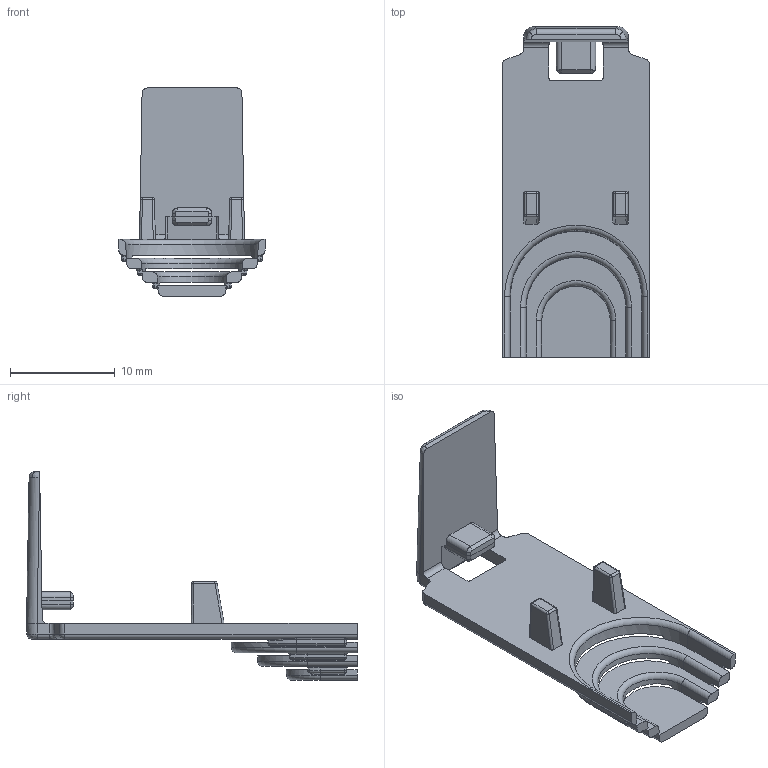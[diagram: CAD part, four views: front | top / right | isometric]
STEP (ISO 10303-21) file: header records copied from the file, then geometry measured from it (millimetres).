
FILE_DESCRIPTION(/* description */ ('Berührungsschutz'),/* implementation_level */ '2;1');
FILE_NAME(/* name */ 'STP-27213.0_BS-SVBKA_50_LG.stp',/* time_stamp */ '2017-10-06T10:07:02+02:00',/* author */ (''),/* organization */ ('CONTA-CLIP Verbindungstechnik GmbH'),/* preprocessor_version */ 'ST-DEVELOPER v16.1',/* originating_system */ 'Autodesk Inventor 2016',/* authorisation */ '');
FILE_SCHEMA (('AUTOMOTIVE_DESIGN { 1 0 10303 214 3 1 1 }'));
Length unit declared in the file: millimetre
Products named in the file (1): 27213.0_BS-SVBKA_50_LG
Bounding box: 14 x 31.53 x 19.84 mm (x, y, z)
Volume: 753.3 mm3; surface area: 1479.8 mm2
Topology: 1 solids, 1 shells, 313 faces, 786 edges, 448 vertices
Faces by surface type: cylinder 112, plane 95, bspline 48, torus 24, sphere 22, cone 12
Entity records: 10645 total; most frequent: CARTESIAN_POINT 3349, DIRECTION 1558, ORIENTED_EDGE 1528, EDGE_CURVE 764, AXIS2_PLACEMENT_3D 590, VERTEX_POINT 448, LINE 378, VECTOR 378
